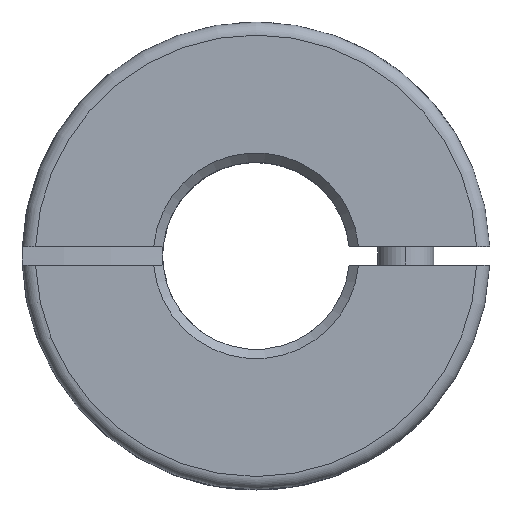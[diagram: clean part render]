
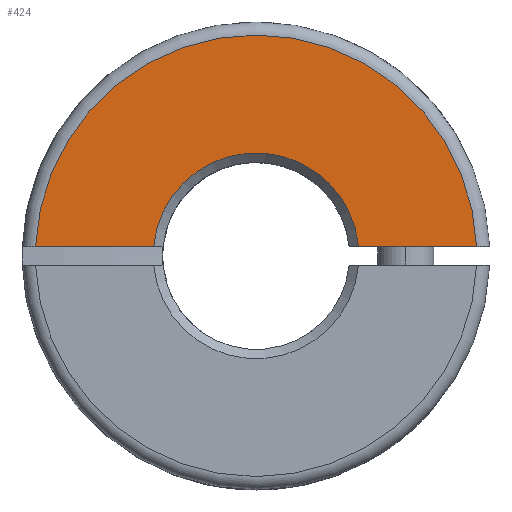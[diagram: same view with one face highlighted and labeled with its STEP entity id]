
A CAD part, top view. The second image highlights one B-rep face of the part: STEP entity #424.
In plain terms, the highlighted planar face has unit normal (0, 0, 1).
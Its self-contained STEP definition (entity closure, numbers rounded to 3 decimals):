
#84 = CARTESIAN_POINT ( 'NONE',  ( -11.789, 0.5, 10. ) ) ;
#93 = AXIS2_PLACEMENT_3D ( 'NONE', #4152, #2298, #1951 ) ;
#182 = EDGE_CURVE ( 'NONE', #3463, #3252, #4185, .T. ) ;
#303 = DIRECTION ( 'NONE',  ( 1., 0., 0. ) ) ;
#335 = DIRECTION ( 'NONE',  ( 1., 0., 0. ) ) ;
#424 = ADVANCED_FACE ( 'NONE', ( #3760 ), #4088, .T. ) ;
#702 = EDGE_LOOP ( 'NONE', ( #2153, #2866, #3799, #4032 ) ) ;
#716 = CARTESIAN_POINT ( 'NONE',  ( 5.477, 0.5, 10. ) ) ;
#759 = VECTOR ( 'NONE', #812, 1000. ) ;
#793 = CARTESIAN_POINT ( 'NONE',  ( -5.477, 0.5, 10. ) ) ;
#812 = DIRECTION ( 'NONE',  ( -1., 0., 0. ) ) ;
#1231 = EDGE_CURVE ( 'NONE', #1453, #1250, #2499, .T. ) ;
#1250 = VERTEX_POINT ( 'NONE', #716 ) ;
#1396 = CARTESIAN_POINT ( 'NONE',  ( 0., 0., 10. ) ) ;
#1453 = VERTEX_POINT ( 'NONE', #4591 ) ;
#1528 = EDGE_CURVE ( 'NONE', #3463, #1250, #3234, .T. ) ;
#1651 = CARTESIAN_POINT ( 'NONE',  ( 0., 0.5, 10. ) ) ;
#1951 = DIRECTION ( 'NONE',  ( 1., 0., 0. ) ) ;
#2153 = ORIENTED_EDGE ( 'NONE', *, *, #1231, .F. ) ;
#2298 = DIRECTION ( 'NONE',  ( 0., 0., 1. ) ) ;
#2499 = LINE ( 'NONE', #3937, #759 ) ;
#2866 = ORIENTED_EDGE ( 'NONE', *, *, #3679, .T. ) ;
#2889 = CARTESIAN_POINT ( 'NONE',  ( 0., 0., 10. ) ) ;
#3016 = VECTOR ( 'NONE', #4139, 1000. ) ;
#3190 = AXIS2_PLACEMENT_3D ( 'NONE', #1396, #3542, #335 ) ;
#3234 = CIRCLE ( 'NONE', #3892, 5.5 ) ;
#3252 = VERTEX_POINT ( 'NONE', #84 ) ;
#3463 = VERTEX_POINT ( 'NONE', #793 ) ;
#3508 = DIRECTION ( 'NONE',  ( 0., 0., -1. ) ) ;
#3542 = DIRECTION ( 'NONE',  ( 0., 0., 1. ) ) ;
#3679 = EDGE_CURVE ( 'NONE', #1453, #3252, #4582, .T. ) ;
#3760 = FACE_OUTER_BOUND ( 'NONE', #702, .T. ) ;
#3799 = ORIENTED_EDGE ( 'NONE', *, *, #182, .F. ) ;
#3892 = AXIS2_PLACEMENT_3D ( 'NONE', #2889, #3508, #303 ) ;
#3937 = CARTESIAN_POINT ( 'NONE',  ( 0., 0.5, 10. ) ) ;
#4032 = ORIENTED_EDGE ( 'NONE', *, *, #1528, .T. ) ;
#4088 = PLANE ( 'NONE',  #93 ) ;
#4139 = DIRECTION ( 'NONE',  ( -1., 0., 0. ) ) ;
#4152 = CARTESIAN_POINT ( 'NONE',  ( 0., 0., 10. ) ) ;
#4185 = LINE ( 'NONE', #1651, #3016 ) ;
#4582 = CIRCLE ( 'NONE', #3190, 11.8 ) ;
#4591 = CARTESIAN_POINT ( 'NONE',  ( 11.789, 0.5, 10. ) ) ;
